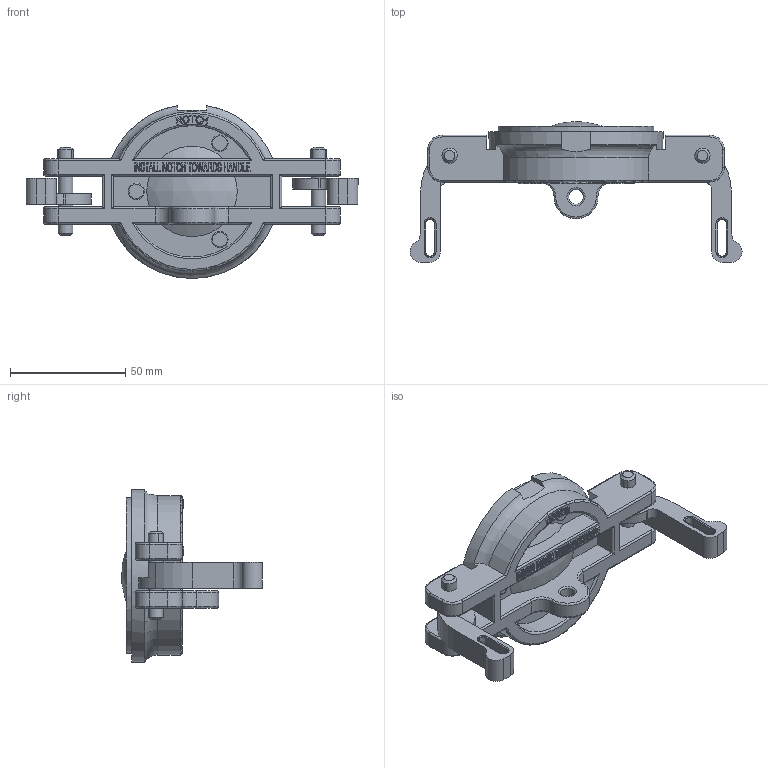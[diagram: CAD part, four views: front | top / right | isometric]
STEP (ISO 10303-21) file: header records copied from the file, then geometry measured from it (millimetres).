
FILE_DESCRIPTION(/* description */ ('2" DRYMATE CAP ASSY'),/* implementation_level */ '2;1');
FILE_NAME(/* name */ 'DM200ACAP.stp',/* time_stamp */ '2020-01-08T09:10:58-05:00',/* author */ ('BDB'),/* organization */ (''),/* preprocessor_version */ 'ST-DEVELOPER v17',/* originating_system */ 'Autodesk Inventor 2019',/* authorisation */ '');
FILE_SCHEMA (('AUTOMOTIVE_DESIGN { 1 0 10303 214 3 1 1 }'));
Length unit declared in the file: inch
Products named in the file (7): DM200ACAP; DB20312AC; DB20312AX; DB20311V; DB20313; DM201KX; 200P
Assembly tree (8 placements, depth 3):
  DM200ACAP
    DB20312AC
      DB20312AX
    DB20311V
    DB20313
    DM201KX  x2
    200P  x2
Bounding box: 143.76 x 60.86 x 74.9 mm (x, y, z)
Volume: 97529.4 mm3; surface area: 46886.1 mm2
Topology: 7 solids, 7 shells, 668 faces, 1736 edges, 1143 vertices
Faces by surface type: plane 377, bspline 121, cylinder 106, torus 38, cone 20, sphere 6
Full cylindrical faces by diameter (mm): 3.175 x3, 6.325 x2, 6.35 x5, 6.502 x2, 7.112 x3, 55.372 x1, 55.575 x1, 61.722 x1, 61.925 x1, 67.564 x2, 69.088 x1
Entity records: 19958 total; most frequent: CARTESIAN_POINT 5141, ORIENTED_EDGE 3220, DIRECTION 2625, EDGE_CURVE 1610, VERTEX_POINT 1060, LINE 1051, VECTOR 1051, AXIS2_PLACEMENT_3D 787
